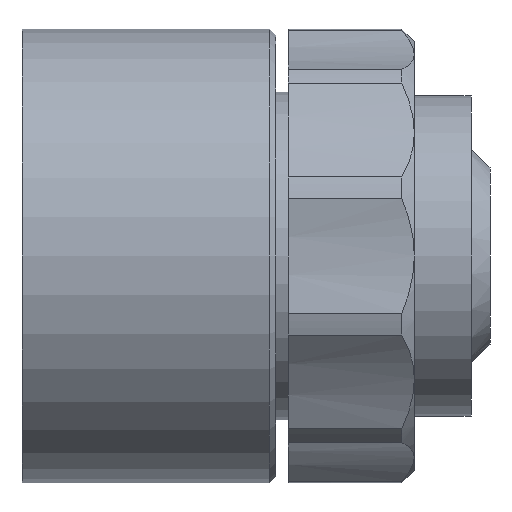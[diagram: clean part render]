
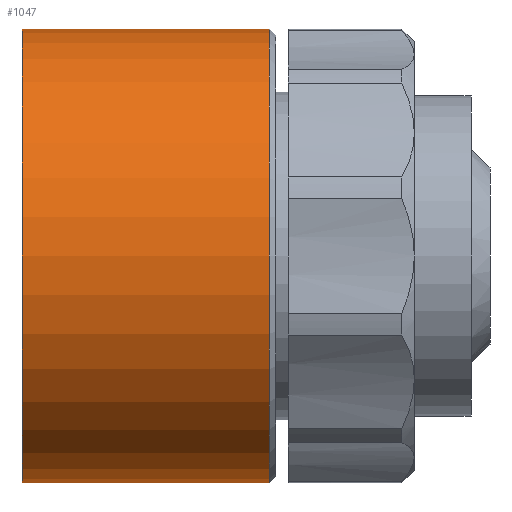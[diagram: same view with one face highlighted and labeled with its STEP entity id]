
A CAD part, front view. The second image highlights one B-rep face of the part: STEP entity #1047.
In plain terms, the highlighted cylindrical face has radius 18 mm (diameter 36 mm), a partial arc.
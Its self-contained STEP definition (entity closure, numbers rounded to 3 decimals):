
#197 = EDGE_LOOP ( 'NONE', ( #3644, #512, #352, #669 ) ) ;
#264 = DIRECTION ( 'NONE',  ( -1., 0., 0. ) ) ;
#302 = CARTESIAN_POINT ( 'NONE',  ( 19.621, 0., -18. ) ) ;
#352 = ORIENTED_EDGE ( 'NONE', *, *, #3045, .T. ) ;
#434 = EDGE_CURVE ( 'NONE', #2985, #2890, #1989, .T. ) ;
#512 = ORIENTED_EDGE ( 'NONE', *, *, #1839, .T. ) ;
#528 = DIRECTION ( 'NONE',  ( -1., 0., 0. ) ) ;
#669 = ORIENTED_EDGE ( 'NONE', *, *, #434, .F. ) ;
#832 = VERTEX_POINT ( 'NONE', #2645 ) ;
#1047 = ADVANCED_FACE ( 'NONE', ( #3953 ), #3008, .T. ) ;
#1180 = VERTEX_POINT ( 'NONE', #302 ) ;
#1363 = DIRECTION ( 'NONE',  ( -1., 0., 0. ) ) ;
#1376 = DIRECTION ( 'NONE',  ( 0., 0., 1. ) ) ;
#1381 = CARTESIAN_POINT ( 'NONE',  ( -23.12, 0., -18. ) ) ;
#1390 = DIRECTION ( 'NONE',  ( -1., 0., 0. ) ) ;
#1664 = LINE ( 'NONE', #4544, #2327 ) ;
#1839 = EDGE_CURVE ( 'NONE', #1180, #832, #3059, .T. ) ;
#1848 = CARTESIAN_POINT ( 'NONE',  ( 0., 0., 18. ) ) ;
#1989 = CIRCLE ( 'NONE', #2246, 18. ) ;
#2057 = CARTESIAN_POINT ( 'NONE',  ( 0., 0., 0. ) ) ;
#2246 = AXIS2_PLACEMENT_3D ( 'NONE', #2057, #1363, #1376 ) ;
#2327 = VECTOR ( 'NONE', #4560, 1000. ) ;
#2332 = DIRECTION ( 'NONE',  ( 0., 0., 1. ) ) ;
#2645 = CARTESIAN_POINT ( 'NONE',  ( 19.621, 0., 18. ) ) ;
#2890 = VERTEX_POINT ( 'NONE', #1848 ) ;
#2985 = VERTEX_POINT ( 'NONE', #4172 ) ;
#3008 = CYLINDRICAL_SURFACE ( 'NONE', #3666, 18. ) ;
#3045 = EDGE_CURVE ( 'NONE', #832, #2890, #1664, .T. ) ;
#3059 = CIRCLE ( 'NONE', #3332, 18. ) ;
#3084 = EDGE_CURVE ( 'NONE', #1180, #2985, #3517, .T. ) ;
#3332 = AXIS2_PLACEMENT_3D ( 'NONE', #4502, #528, #2332 ) ;
#3517 = LINE ( 'NONE', #1381, #4251 ) ;
#3549 = CARTESIAN_POINT ( 'NONE',  ( -23.12, 0., 0. ) ) ;
#3644 = ORIENTED_EDGE ( 'NONE', *, *, #3084, .F. ) ;
#3666 = AXIS2_PLACEMENT_3D ( 'NONE', #3549, #1390, #3878 ) ;
#3878 = DIRECTION ( 'NONE',  ( 0., 0., 1. ) ) ;
#3953 = FACE_OUTER_BOUND ( 'NONE', #197, .T. ) ;
#4172 = CARTESIAN_POINT ( 'NONE',  ( 0., 0., -18. ) ) ;
#4251 = VECTOR ( 'NONE', #264, 1000. ) ;
#4502 = CARTESIAN_POINT ( 'NONE',  ( 19.621, 0., 0. ) ) ;
#4544 = CARTESIAN_POINT ( 'NONE',  ( -23.12, 0., 18. ) ) ;
#4560 = DIRECTION ( 'NONE',  ( -1., 0., 0. ) ) ;
